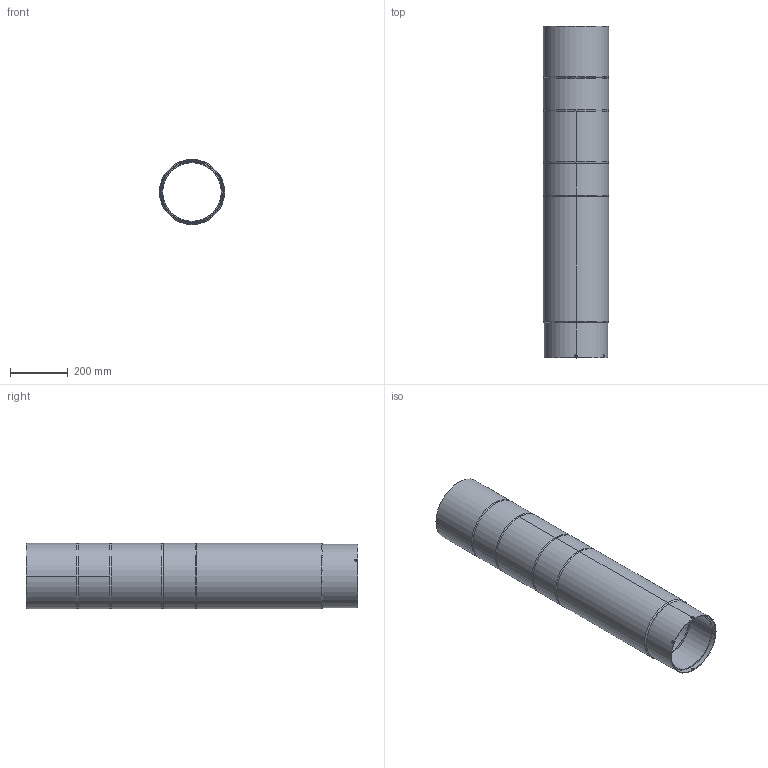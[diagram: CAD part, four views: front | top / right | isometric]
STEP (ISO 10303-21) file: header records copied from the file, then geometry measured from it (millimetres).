
FILE_DESCRIPTION (( 'STEP AP203' ), '1' );
FILE_NAME ('STACKING_B_STEP.STEP', '2016-01-27T15:08:10', ( 'admin' ), ( '' ), 'SwSTEP 2.0', 'SolidWorks 2015', '' );
FILE_SCHEMA (( 'CONFIG_CONTROL_DESIGN' ));
Length unit declared in the file: millimetre
Products named in the file (2): STACKING_B_STEP
Bounding box: 225 x 1146 x 225 mm (x, y, z)
Volume: 3917532 mm3; surface area: 2335541.6 mm2
Topology: 6 solids, 6 shells, 104 faces, 246 edges, 150 vertices
Faces by surface type: cylinder 46, bspline 40, plane 12, cone 6
Entity records: 4113 total; most frequent: CARTESIAN_POINT 1746, ORIENTED_EDGE 492, DIRECTION 448, EDGE_CURVE 246, AXIS2_PLACEMENT_3D 196, VERTEX_POINT 150, CIRCLE 130, EDGE_LOOP 120
